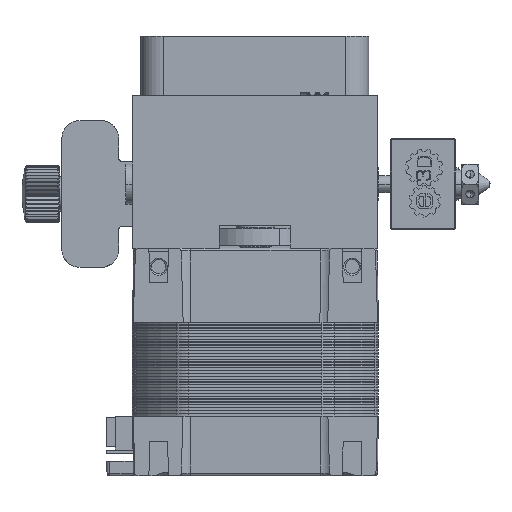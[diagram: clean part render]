
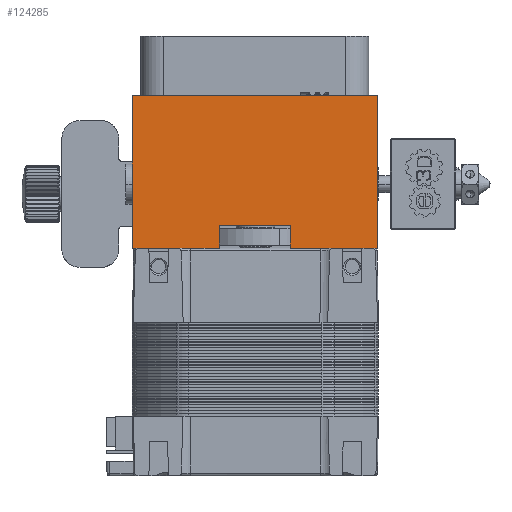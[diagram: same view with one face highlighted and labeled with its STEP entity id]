
A CAD part, left-side view. The second image highlights one B-rep face of the part: STEP entity #124285.
In plain terms, the highlighted face is planar.
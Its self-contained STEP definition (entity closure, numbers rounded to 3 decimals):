
#2000 = CARTESIAN_POINT ( 'NONE',  ( -6.25, 11.75, 21.5 ) ) ;
#3536 = LINE ( 'NONE', #54084, #91323 ) ;
#4338 = LINE ( 'NONE', #92160, #114087 ) ;
#4374 = EDGE_CURVE ( 'NONE', #12705, #159706, #4338, .T. ) ;
#5164 = DIRECTION ( 'NONE',  ( -1., 0., 0. ) ) ;
#7934 = LINE ( 'NONE', #58460, #92924 ) ;
#9021 = EDGE_CURVE ( 'NONE', #12705, #117259, #33538, .T. ) ;
#9578 = DIRECTION ( 'NONE',  ( 1., 0., 0. ) ) ;
#12705 = VERTEX_POINT ( 'NONE', #23273 ) ;
#17833 = EDGE_CURVE ( 'NONE', #82654, #82272, #3536, .T. ) ;
#20303 = DIRECTION ( 'NONE',  ( 0., -1., 0. ) ) ;
#23273 = CARTESIAN_POINT ( 'NONE',  ( 21.5, 15.75, 21.5 ) ) ;
#25658 = CARTESIAN_POINT ( 'NONE',  ( -6.25, -11., 21.5 ) ) ;
#26829 = EDGE_CURVE ( 'NONE', #52155, #117259, #7934, .T. ) ;
#32088 = VECTOR ( 'NONE', #150829, 1000. ) ;
#32221 = PLANE ( 'NONE',  #132868 ) ;
#33538 = LINE ( 'NONE', #45948, #138230 ) ;
#33599 = ORIENTED_EDGE ( 'NONE', *, *, #118311, .T. ) ;
#35184 = CARTESIAN_POINT ( 'NONE',  ( 21.5, -11., 21.5 ) ) ;
#36796 = DIRECTION ( 'NONE',  ( -1., 0., 0. ) ) ;
#45124 = CARTESIAN_POINT ( 'NONE',  ( 6.25, 11.75, 21.5 ) ) ;
#45472 = FACE_OUTER_BOUND ( 'NONE', #93817, .T. ) ;
#45948 = CARTESIAN_POINT ( 'NONE',  ( 21.5, -1.25, 21.5 ) ) ;
#49751 = VECTOR ( 'NONE', #53941, 1000. ) ;
#52155 = VERTEX_POINT ( 'NONE', #99361 ) ;
#53941 = DIRECTION ( 'NONE',  ( 0., -1., 0. ) ) ;
#54084 = CARTESIAN_POINT ( 'NONE',  ( 0., 15.75, 21.5 ) ) ;
#58460 = CARTESIAN_POINT ( 'NONE',  ( 0., -11., 21.5 ) ) ;
#62503 = CARTESIAN_POINT ( 'NONE',  ( 0., 11.75, 21.5 ) ) ;
#63954 = CARTESIAN_POINT ( 'NONE',  ( -21.5, -11., 21.5 ) ) ;
#66536 = DIRECTION ( 'NONE',  ( -1., 0., 0. ) ) ;
#69544 = DIRECTION ( 'NONE',  ( 1., 0., 0. ) ) ;
#71015 = CARTESIAN_POINT ( 'NONE',  ( -6.25, 15.75, 21.5 ) ) ;
#76443 = EDGE_CURVE ( 'NONE', #159706, #148947, #150155, .T. ) ;
#82272 = VERTEX_POINT ( 'NONE', #144978 ) ;
#82654 = VERTEX_POINT ( 'NONE', #71015 ) ;
#82782 = DIRECTION ( 'NONE',  ( 0., 0., 1. ) ) ;
#83213 = ORIENTED_EDGE ( 'NONE', *, *, #4374, .T. ) ;
#83849 = CARTESIAN_POINT ( 'NONE',  ( 6.25, 15.75, 21.5 ) ) ;
#86537 = LINE ( 'NONE', #62503, #97997 ) ;
#88405 = ORIENTED_EDGE ( 'NONE', *, *, #17833, .T. ) ;
#91323 = VECTOR ( 'NONE', #66536, 1000. ) ;
#92160 = CARTESIAN_POINT ( 'NONE',  ( 0., 15.75, 21.5 ) ) ;
#92924 = VECTOR ( 'NONE', #9578, 1000. ) ;
#93817 = EDGE_LOOP ( 'NONE', ( #83213, #98282, #99090, #150235, #88405, #33599, #119370, #150667 ) ) ;
#97997 = VECTOR ( 'NONE', #36796, 1000. ) ;
#98282 = ORIENTED_EDGE ( 'NONE', *, *, #76443, .T. ) ;
#99090 = ORIENTED_EDGE ( 'NONE', *, *, #121282, .T. ) ;
#99361 = CARTESIAN_POINT ( 'NONE',  ( -21.5, -11., 21.5 ) ) ;
#114087 = VECTOR ( 'NONE', #5164, 1000. ) ;
#117259 = VERTEX_POINT ( 'NONE', #35184 ) ;
#118311 = EDGE_CURVE ( 'NONE', #82272, #52155, #155084, .T. ) ;
#119370 = ORIENTED_EDGE ( 'NONE', *, *, #26829, .T. ) ;
#121282 = EDGE_CURVE ( 'NONE', #148947, #134728, #86537, .T. ) ;
#124285 = ADVANCED_FACE ( 'NONE', ( #45472 ), #32221, .T. ) ;
#125247 = DIRECTION ( 'NONE',  ( 0., -1., 0. ) ) ;
#132868 = AXIS2_PLACEMENT_3D ( 'NONE', #144143, #82782, #69544 ) ;
#134728 = VERTEX_POINT ( 'NONE', #2000 ) ;
#138230 = VECTOR ( 'NONE', #20303, 1000. ) ;
#139215 = LINE ( 'NONE', #25658, #32088 ) ;
#143920 = VECTOR ( 'NONE', #125247, 1000. ) ;
#144143 = CARTESIAN_POINT ( 'NONE',  ( 0., -11., 21.5 ) ) ;
#144978 = CARTESIAN_POINT ( 'NONE',  ( -21.5, 15.75, 21.5 ) ) ;
#145473 = EDGE_CURVE ( 'NONE', #134728, #82654, #139215, .T. ) ;
#148947 = VERTEX_POINT ( 'NONE', #45124 ) ;
#150155 = LINE ( 'NONE', #160981, #143920 ) ;
#150235 = ORIENTED_EDGE ( 'NONE', *, *, #145473, .T. ) ;
#150667 = ORIENTED_EDGE ( 'NONE', *, *, #9021, .F. ) ;
#150829 = DIRECTION ( 'NONE',  ( 0., 1., 0. ) ) ;
#155084 = LINE ( 'NONE', #63954, #49751 ) ;
#159706 = VERTEX_POINT ( 'NONE', #83849 ) ;
#160981 = CARTESIAN_POINT ( 'NONE',  ( 6.25, -11., 21.5 ) ) ;
